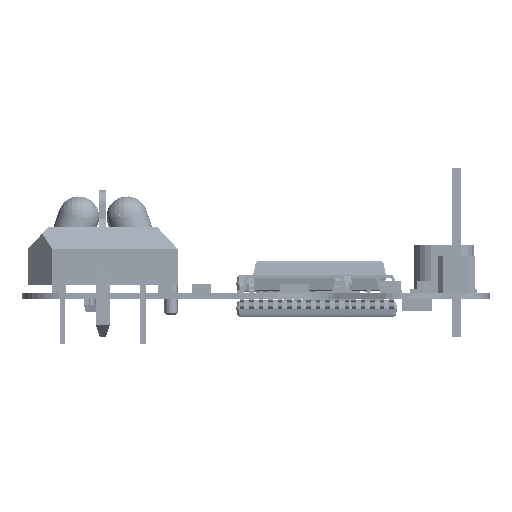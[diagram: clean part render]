
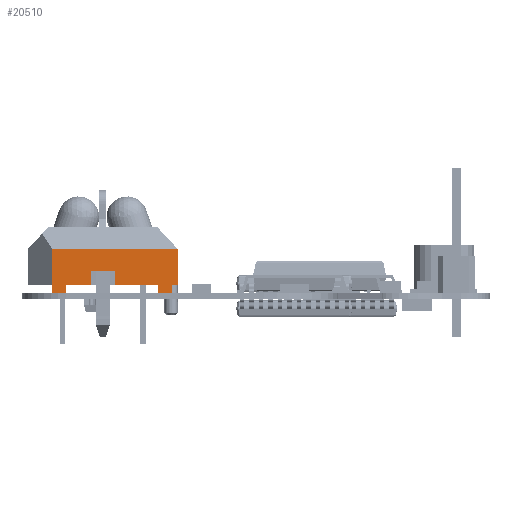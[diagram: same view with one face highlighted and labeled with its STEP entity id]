
A CAD part, left-side view. The second image highlights one B-rep face of the part: STEP entity #20510.
In plain terms, the highlighted face is planar.
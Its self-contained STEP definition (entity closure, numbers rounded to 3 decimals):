
#19892 = VERTEX_POINT('',#19893);
#19893 = CARTESIAN_POINT('',(2.9,0.513,-3.734));
#19899 = EDGE_CURVE('',#19900,#19892,#19902,.T.);
#19900 = VERTEX_POINT('',#19901);
#19901 = CARTESIAN_POINT('',(2.9,0.513,-0.8));
#19902 = LINE('',#19903,#19904);
#19903 = CARTESIAN_POINT('',(2.9,0.513,1.25));
#19904 = VECTOR('',#19905,1.);
#19905 = DIRECTION('',(0.,0.,-1.));
#19956 = VERTEX_POINT('',#19957);
#19957 = CARTESIAN_POINT('',(2.9,0.513,0.8));
#19963 = EDGE_CURVE('',#19964,#19956,#19966,.T.);
#19964 = VERTEX_POINT('',#19965);
#19965 = CARTESIAN_POINT('',(2.9,0.513,2.5));
#19966 = LINE('',#19967,#19968);
#19967 = CARTESIAN_POINT('',(2.9,0.513,1.25));
#19968 = VECTOR('',#19969,1.);
#19969 = DIRECTION('',(0.,0.,-1.));
#20098 = VERTEX_POINT('',#20099);
#20099 = CARTESIAN_POINT('',(2.9,1.513,-0.475));
#20256 = EDGE_CURVE('',#20257,#20098,#20259,.T.);
#20257 = VERTEX_POINT('',#20258);
#20258 = CARTESIAN_POINT('',(2.9,1.513,0.475));
#20259 = LINE('',#20260,#20261);
#20260 = CARTESIAN_POINT('',(2.9,1.513,-0.4));
#20261 = VECTOR('',#20262,1.);
#20262 = DIRECTION('',(0.,0.,-1.));
#20435 = VERTEX_POINT('',#20436);
#20436 = CARTESIAN_POINT('',(2.9,1.513,-0.8));
#20442 = EDGE_CURVE('',#20098,#20435,#20443,.T.);
#20443 = LINE('',#20444,#20445);
#20444 = CARTESIAN_POINT('',(2.9,1.513,-0.4));
#20445 = VECTOR('',#20446,1.);
#20446 = DIRECTION('',(0.,0.,-1.));
#20457 = EDGE_CURVE('',#20458,#20257,#20460,.T.);
#20458 = VERTEX_POINT('',#20459);
#20459 = CARTESIAN_POINT('',(2.9,1.513,0.8));
#20460 = LINE('',#20461,#20462);
#20461 = CARTESIAN_POINT('',(2.9,1.513,-0.4));
#20462 = VECTOR('',#20463,1.);
#20463 = DIRECTION('',(0.,0.,-1.));
#20480 = EDGE_CURVE('',#20435,#19900,#20481,.T.);
#20481 = LINE('',#20482,#20483);
#20482 = CARTESIAN_POINT('',(2.9,1.382,-0.8));
#20483 = VECTOR('',#20484,1.);
#20484 = DIRECTION('',(0.,-1.,0.));
#20497 = EDGE_CURVE('',#19956,#20458,#20498,.T.);
#20498 = LINE('',#20499,#20500);
#20499 = CARTESIAN_POINT('',(2.9,1.882,0.8));
#20500 = VECTOR('',#20501,1.);
#20501 = DIRECTION('',(0.,1.,0.));
#20510 = ADVANCED_FACE('',(#20511),#20598,.T.);
#20511 = FACE_BOUND('',#20512,.T.);
#20512 = EDGE_LOOP('',(#20513,#20514,#20515,#20516,#20517,#20518,#20519,
    #20527,#20535,#20543,#20551,#20559,#20567,#20575,#20583,#20591,
    #20597));
#20513 = ORIENTED_EDGE('',*,*,#20497,.T.);
#20514 = ORIENTED_EDGE('',*,*,#20457,.T.);
#20515 = ORIENTED_EDGE('',*,*,#20256,.T.);
#20516 = ORIENTED_EDGE('',*,*,#20442,.T.);
#20517 = ORIENTED_EDGE('',*,*,#20480,.T.);
#20518 = ORIENTED_EDGE('',*,*,#19899,.T.);
#20519 = ORIENTED_EDGE('',*,*,#20520,.T.);
#20520 = EDGE_CURVE('',#19892,#20521,#20523,.T.);
#20521 = VERTEX_POINT('',#20522);
#20522 = CARTESIAN_POINT('',(2.9,0.,-3.734));
#20523 = LINE('',#20524,#20525);
#20524 = CARTESIAN_POINT('',(2.9,1.382,-3.734));
#20525 = VECTOR('',#20526,1.);
#20526 = DIRECTION('',(0.,-1.,0.));
#20527 = ORIENTED_EDGE('',*,*,#20528,.T.);
#20528 = EDGE_CURVE('',#20521,#20529,#20531,.T.);
#20529 = VERTEX_POINT('',#20530);
#20530 = CARTESIAN_POINT('',(2.9,0.,-4.684));
#20531 = LINE('',#20532,#20533);
#20532 = CARTESIAN_POINT('',(2.9,0.,-5.1));
#20533 = VECTOR('',#20534,1.);
#20534 = DIRECTION('',(0.,0.,-1.));
#20535 = ORIENTED_EDGE('',*,*,#20536,.T.);
#20536 = EDGE_CURVE('',#20529,#20537,#20539,.T.);
#20537 = VERTEX_POINT('',#20538);
#20538 = CARTESIAN_POINT('',(2.9,0.513,-4.684));
#20539 = LINE('',#20540,#20541);
#20540 = CARTESIAN_POINT('',(2.9,1.126,-4.684));
#20541 = VECTOR('',#20542,1.);
#20542 = DIRECTION('',(0.,1.,0.));
#20543 = ORIENTED_EDGE('',*,*,#20544,.T.);
#20544 = EDGE_CURVE('',#20537,#20545,#20547,.T.);
#20545 = VERTEX_POINT('',#20546);
#20546 = CARTESIAN_POINT('',(2.9,0.513,-5.1));
#20547 = LINE('',#20548,#20549);
#20548 = CARTESIAN_POINT('',(2.9,0.513,-2.342));
#20549 = VECTOR('',#20550,1.);
#20550 = DIRECTION('',(0.,0.,-1.));
#20551 = ORIENTED_EDGE('',*,*,#20552,.T.);
#20552 = EDGE_CURVE('',#20545,#20553,#20555,.T.);
#20553 = VERTEX_POINT('',#20554);
#20554 = CARTESIAN_POINT('',(2.9,3.,-5.1));
#20555 = LINE('',#20556,#20557);
#20556 = CARTESIAN_POINT('',(2.9,3.,-5.1));
#20557 = VECTOR('',#20558,1.);
#20558 = DIRECTION('',(0.,1.,0.));
#20559 = ORIENTED_EDGE('',*,*,#20560,.T.);
#20560 = EDGE_CURVE('',#20553,#20561,#20563,.T.);
#20561 = VERTEX_POINT('',#20562);
#20562 = CARTESIAN_POINT('',(2.9,3.,3.45));
#20563 = LINE('',#20564,#20565);
#20564 = CARTESIAN_POINT('',(2.9,3.,0.));
#20565 = VECTOR('',#20566,1.);
#20566 = DIRECTION('',(0.,0.,1.));
#20567 = ORIENTED_EDGE('',*,*,#20568,.T.);
#20568 = EDGE_CURVE('',#20561,#20569,#20571,.T.);
#20569 = VERTEX_POINT('',#20570);
#20570 = CARTESIAN_POINT('',(2.9,0.513,3.45));
#20571 = LINE('',#20572,#20573);
#20572 = CARTESIAN_POINT('',(2.9,1.126,3.45));
#20573 = VECTOR('',#20574,1.);
#20574 = DIRECTION('',(0.,-1.,0.));
#20575 = ORIENTED_EDGE('',*,*,#20576,.T.);
#20576 = EDGE_CURVE('',#20569,#20577,#20579,.T.);
#20577 = VERTEX_POINT('',#20578);
#20578 = CARTESIAN_POINT('',(2.9,0.,3.45));
#20579 = LINE('',#20580,#20581);
#20580 = CARTESIAN_POINT('',(2.9,1.126,3.45));
#20581 = VECTOR('',#20582,1.);
#20582 = DIRECTION('',(0.,-1.,0.));
#20583 = ORIENTED_EDGE('',*,*,#20584,.T.);
#20584 = EDGE_CURVE('',#20577,#20585,#20587,.T.);
#20585 = VERTEX_POINT('',#20586);
#20586 = CARTESIAN_POINT('',(2.9,0.,2.5));
#20587 = LINE('',#20588,#20589);
#20588 = CARTESIAN_POINT('',(2.9,0.,-5.1));
#20589 = VECTOR('',#20590,1.);
#20590 = DIRECTION('',(0.,0.,-1.));
#20591 = ORIENTED_EDGE('',*,*,#20592,.T.);
#20592 = EDGE_CURVE('',#20585,#19964,#20593,.T.);
#20593 = LINE('',#20594,#20595);
#20594 = CARTESIAN_POINT('',(2.9,1.126,2.5));
#20595 = VECTOR('',#20596,1.);
#20596 = DIRECTION('',(0.,1.,0.));
#20597 = ORIENTED_EDGE('',*,*,#19963,.T.);
#20598 = PLANE('',#20599);
#20599 = AXIS2_PLACEMENT_3D('',#20600,#20601,#20602);
#20600 = CARTESIAN_POINT('',(2.9,2.251,0.));
#20601 = DIRECTION('',(1.,0.,0.));
#20602 = DIRECTION('',(0.,0.,-1.));
